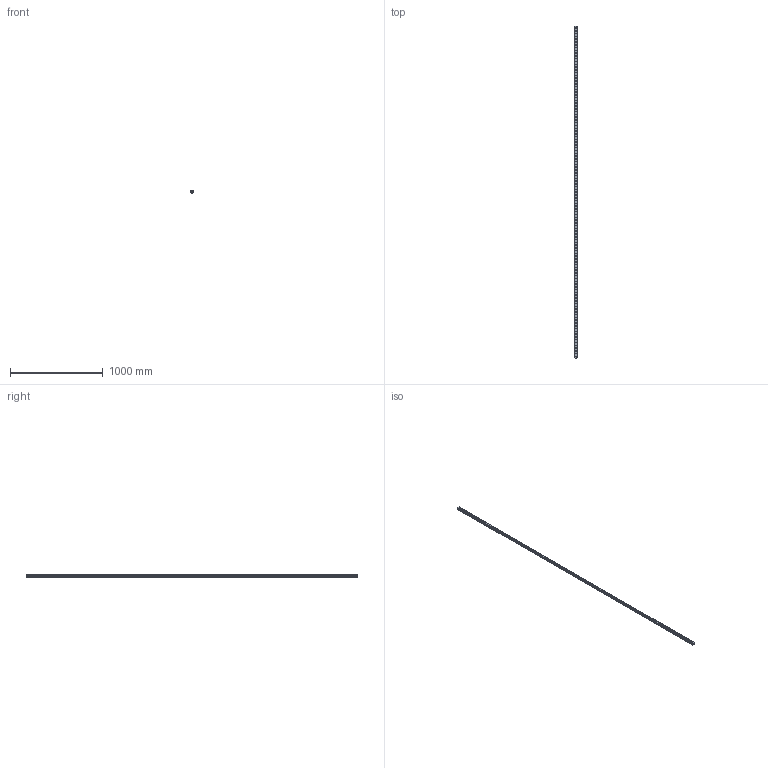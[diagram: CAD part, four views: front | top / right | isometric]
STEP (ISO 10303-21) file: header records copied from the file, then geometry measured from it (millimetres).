
FILE_DESCRIPTION(('STEP AP214'),'1');
FILE_NAME('cctmp_AE279E25-8B5E-41FA-ABAF-FDDF9071C5ED_2021_03_11_10_43_12_0567..stp','2021-03-11T09:43:13',('HIWIN GmbH'),('CADClick - www.CADClick.com'),'Spatial InterOp 3D',' ','unknown authorization');
FILE_SCHEMA(('AUTOMOTIVE_DESIGN'));
Length unit declared in the file: millimetre
Products named in the file (1): RGR25R3580H_FILE
Bounding box: 23 x 3580 x 23.6 mm (x, y, z)
Volume: 1436088.8 mm3; surface area: 443837.1 mm2
Topology: 1 solids, 1 shells, 1188 faces, 2475 edges, 1650 vertices
Faces by surface type: cylinder 732, plane 456
Entity records: 41851 total; most frequent: DIRECTION 6317, CARTESIAN_POINT 5314, ORIENTED_EDGE 4950, AXIS2_PLACEMENT_3D 2653, EDGE_CURVE 2475, VERTEX_POINT 1650, EDGE_LOOP 1549, CIRCLE 1464
